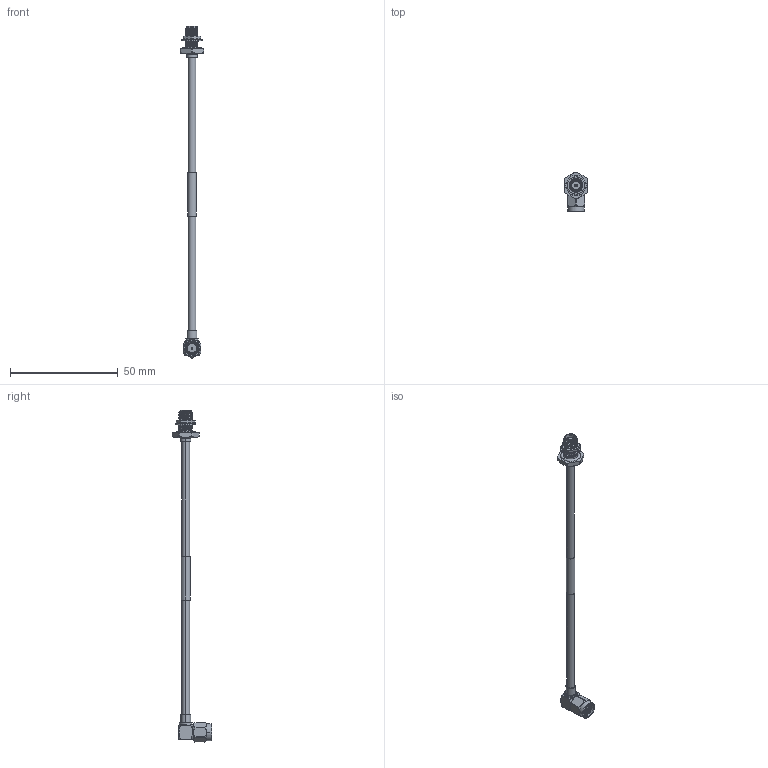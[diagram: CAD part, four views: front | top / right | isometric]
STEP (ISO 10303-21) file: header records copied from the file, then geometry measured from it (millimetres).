
FILE_DESCRIPTION (( 'STEP AP214' ), '1' );
FILE_NAME ('FMCA2115_3D.step', '2024-09-03T14:20:03', ( '' ), ( '' ), 'SwSTEP 2.0', 'SolidWorks 2022', '' );
FILE_SCHEMA (( 'AUTOMOTIVE_DESIGN' ));
Length unit declared in the file: inch
Products named in the file (4): PE44697^FMCA2115; Coax Cable^FMCA2115_PE-SR402FL; FMCA2115_3D; PE44693^FMCA2115
Assembly tree (3 placements, depth 2):
  FMCA2115_3D
    Coax Cable^FMCA2115_PE-SR402FL
    PE44697^FMCA2115
    PE44693^FMCA2115
Bounding box: 11.11 x 18.33 x 154.36 mm (x, y, z)
Volume: 2525.2 mm3; surface area: 3454.2 mm2
Topology: 8 solids, 8 shells, 462 faces, 1282 edges, 850 vertices
Faces by surface type: plane 196, cylinder 115, bspline 86, cone 53, torus 12
Entity records: 33073 total; most frequent: CARTESIAN_POINT 20299, ORIENTED_EDGE 2560, DIRECTION 1933, EDGE_CURVE 1280, VERTEX_POINT 850, LINE 645, VECTOR 645, AXIS2_PLACEMENT_3D 644
